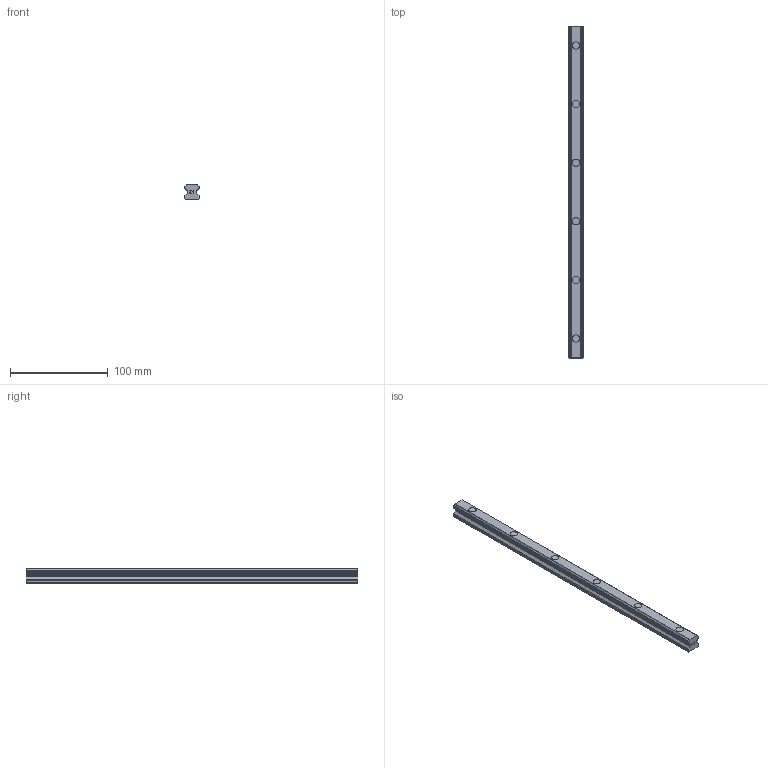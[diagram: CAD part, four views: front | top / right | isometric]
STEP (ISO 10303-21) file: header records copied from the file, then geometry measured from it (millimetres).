
FILE_DESCRIPTION(('STEP AP214'),'1');
FILE_NAME('cctmp_FA336264-3B78-4631-8883-C648D6FF9800_2020_4_23_8_47_47_186..stp','2020-04-23T06:47:47',('HIWIN GmbH'),('CADClick - www.CADClick.com'),'Spatial InterOp 3D',' ','unknown authorization');
FILE_SCHEMA(('AUTOMOTIVE_DESIGN'));
Length unit declared in the file: millimetre
Products named in the file (1): HGR15R340H_FILE
Bounding box: 15 x 340 x 15 mm (x, y, z)
Volume: 62346.8 mm3; surface area: 23073.6 mm2
Topology: 1 solids, 1 shells, 169 faces, 435 edges, 290 vertices
Faces by surface type: plane 107, cylinder 62
Entity records: 6529 total; most frequent: DIRECTION 899, CARTESIAN_POINT 895, ORIENTED_EDGE 870, EDGE_CURVE 435, LINE 311, VECTOR 311, AXIS2_PLACEMENT_3D 294, VERTEX_POINT 290
